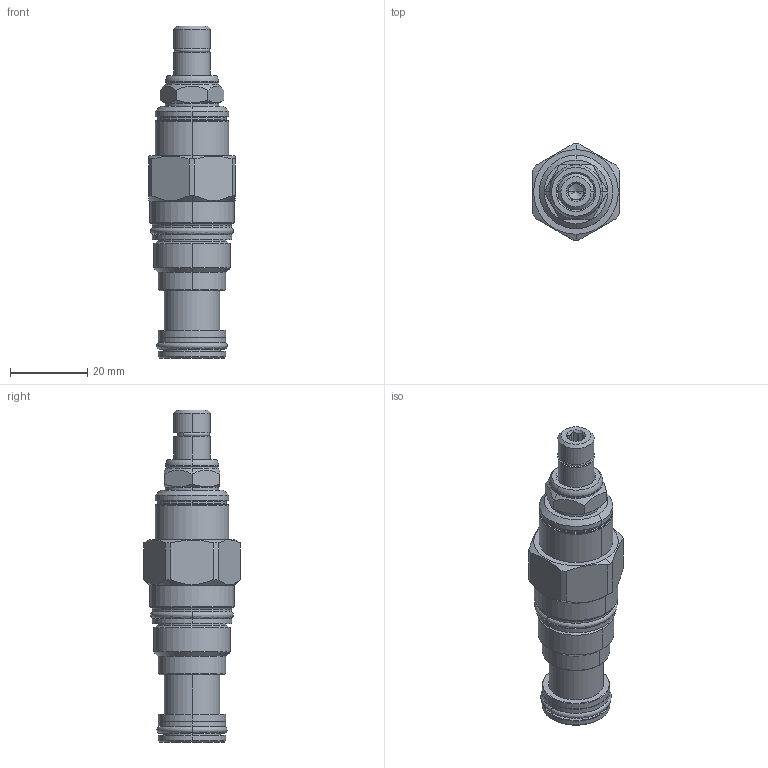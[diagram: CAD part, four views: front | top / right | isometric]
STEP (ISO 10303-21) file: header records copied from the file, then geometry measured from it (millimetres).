
FILE_DESCRIPTION((''),'2;1');
FILE_NAME('FXCA-LAN_PRT','2016-08-23T',('Administrator'),(''),'PRO/ENGINEER BY PARAMETRIC TECHNOLOGY CORPORATION, 2006240','PRO/ENGINEER BY PARAMETRIC TECHNOLOGY CORPORATION, 2006240','');
FILE_SCHEMA(('CONFIG_CONTROL_DESIGN'));
Length unit declared in the file: inch
Products named in the file (1): FXCA-LAN_PRT
Bounding box: 22.23 x 24.84 x 85.72 mm (x, y, z)
Volume: 20956.5 mm3; surface area: 6797.4 mm2
Topology: 3 solids, 4 shells, 177 faces, 402 edges, 243 vertices
Faces by surface type: cylinder 53, plane 51, cone 36, torus 29, revolution 8
Entity records: 6016 total; most frequent: CARTESIAN_POINT 1934, DIRECTION 908, ORIENTED_EDGE 800, EDGE_CURVE 400, AXIS2_PLACEMENT_3D 383, VERTEX_POINT 243, CIRCLE 214, EDGE_LOOP 195
